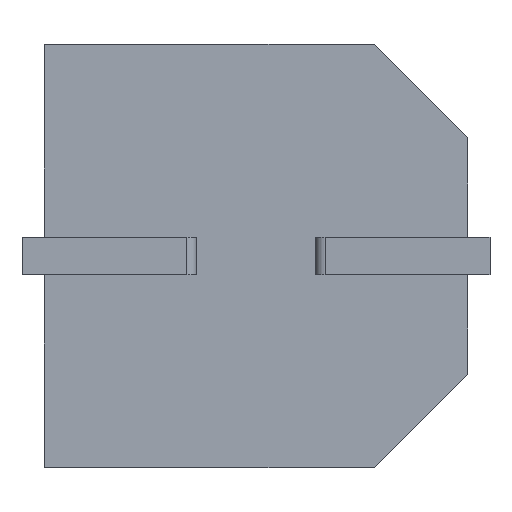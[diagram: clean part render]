
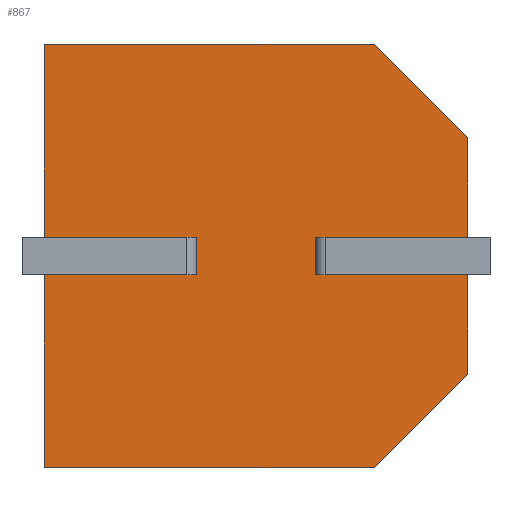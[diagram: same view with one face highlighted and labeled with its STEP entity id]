
A CAD part, front view. The second image highlights one B-rep face of the part: STEP entity #867.
In plain terms, the highlighted planar face has unit normal (0, -1, 0).
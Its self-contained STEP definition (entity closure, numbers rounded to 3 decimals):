
#31 = LINE ( 'NONE', #2685, #623 ) ;
#70 = CARTESIAN_POINT ( 'NONE',  ( 0., 0., -3.875 ) ) ;
#91 = DIRECTION ( 'NONE',  ( 0., 0., 1. ) ) ;
#94 = EDGE_CURVE ( 'NONE', #3080, #3090, #3141, .T. ) ;
#140 = ORIENTED_EDGE ( 'NONE', *, *, #2486, .F. ) ;
#161 = ORIENTED_EDGE ( 'NONE', *, *, #3122, .T. ) ;
#175 = DIRECTION ( 'NONE',  ( -1., 0., 0. ) ) ;
#255 = DIRECTION ( 'NONE',  ( -0.707, 0., 0.707 ) ) ;
#267 = LINE ( 'NONE', #1883, #1911 ) ;
#268 = CARTESIAN_POINT ( 'NONE',  ( 3.05, 0., -3.875 ) ) ;
#296 = ORIENTED_EDGE ( 'NONE', *, *, #1621, .T. ) ;
#338 = EDGE_CURVE ( 'NONE', #2847, #1538, #2796, .T. ) ;
#351 = LINE ( 'NONE', #3358, #2668 ) ;
#406 = CARTESIAN_POINT ( 'NONE',  ( 5.45, 0., -3.875 ) ) ;
#449 = VERTEX_POINT ( 'NONE', #2309 ) ;
#460 = CARTESIAN_POINT ( 'NONE',  ( 0., 0., 0. ) ) ;
#479 = VECTOR ( 'NONE', #885, 1000. ) ;
#481 = EDGE_CURVE ( 'NONE', #549, #449, #267, .T. ) ;
#549 = VERTEX_POINT ( 'NONE', #559 ) ;
#559 = CARTESIAN_POINT ( 'NONE',  ( 6.626, 0., -8.5 ) ) ;
#594 = VECTOR ( 'NONE', #175, 1000. ) ;
#623 = VECTOR ( 'NONE', #255, 1000. ) ;
#688 = VECTOR ( 'NONE', #2992, 1000. ) ;
#766 = CARTESIAN_POINT ( 'NONE',  ( 5.45, 0., -3.875 ) ) ;
#769 = CARTESIAN_POINT ( 'NONE',  ( 3.05, 0., -3.875 ) ) ;
#814 = ORIENTED_EDGE ( 'NONE', *, *, #3508, .T. ) ;
#867 = ADVANCED_FACE ( 'NONE', ( #1593 ), #1858, .F. ) ;
#885 = DIRECTION ( 'NONE',  ( 0., 0., -1. ) ) ;
#888 = EDGE_CURVE ( 'NONE', #3090, #2071, #1153, .T. ) ;
#894 = CARTESIAN_POINT ( 'NONE',  ( 8.5, 0., 0. ) ) ;
#897 = VECTOR ( 'NONE', #2248, 1000. ) ;
#917 = EDGE_CURVE ( 'NONE', #2071, #549, #2509, .T. ) ;
#944 = CARTESIAN_POINT ( 'NONE',  ( 0., 0., 0. ) ) ;
#953 = CARTESIAN_POINT ( 'NONE',  ( 8.5, 0., -1.874 ) ) ;
#966 = DIRECTION ( 'NONE',  ( 0., 0., -1. ) ) ;
#1006 = VECTOR ( 'NONE', #1382, 1000. ) ;
#1019 = DIRECTION ( 'NONE',  ( 1., 0., 0. ) ) ;
#1092 = DIRECTION ( 'NONE',  ( 0.707, 0., 0.707 ) ) ;
#1111 = LINE ( 'NONE', #894, #2322 ) ;
#1114 = DIRECTION ( 'NONE',  ( 0., 0., -1. ) ) ;
#1134 = LINE ( 'NONE', #3009, #1294 ) ;
#1153 = LINE ( 'NONE', #2239, #479 ) ;
#1165 = CARTESIAN_POINT ( 'NONE',  ( 0., 0., -8.5 ) ) ;
#1277 = ORIENTED_EDGE ( 'NONE', *, *, #2510, .F. ) ;
#1294 = VECTOR ( 'NONE', #1114, 1000. ) ;
#1347 = CARTESIAN_POINT ( 'NONE',  ( 3.05, 0., -4.625 ) ) ;
#1382 = DIRECTION ( 'NONE',  ( 1., 0., 0. ) ) ;
#1414 = DIRECTION ( 'NONE',  ( 1., 0., 0. ) ) ;
#1455 = VECTOR ( 'NONE', #1019, 1000. ) ;
#1467 = EDGE_CURVE ( 'NONE', #2244, #449, #1134, .T. ) ;
#1531 = VERTEX_POINT ( 'NONE', #70 ) ;
#1536 = VECTOR ( 'NONE', #1846, 1000. ) ;
#1538 = VERTEX_POINT ( 'NONE', #2797 ) ;
#1593 = FACE_OUTER_BOUND ( 'NONE', #2629, .T. ) ;
#1612 = VERTEX_POINT ( 'NONE', #766 ) ;
#1621 = EDGE_CURVE ( 'NONE', #1612, #3426, #1780, .T. ) ;
#1637 = DIRECTION ( 'NONE',  ( 0., 0., 1. ) ) ;
#1638 = ORIENTED_EDGE ( 'NONE', *, *, #338, .F. ) ;
#1691 = CARTESIAN_POINT ( 'NONE',  ( 8.5, 0., -4.625 ) ) ;
#1736 = LINE ( 'NONE', #944, #3302 ) ;
#1780 = LINE ( 'NONE', #406, #1455 ) ;
#1846 = DIRECTION ( 'NONE',  ( -1., 0., 0. ) ) ;
#1858 = PLANE ( 'NONE',  #3109 ) ;
#1871 = ORIENTED_EDGE ( 'NONE', *, *, #1467, .F. ) ;
#1883 = CARTESIAN_POINT ( 'NONE',  ( 8.5, 0., -6.626 ) ) ;
#1890 = CARTESIAN_POINT ( 'NONE',  ( 0., 0., -4.625 ) ) ;
#1911 = VECTOR ( 'NONE', #1092, 1000. ) ;
#2042 = ORIENTED_EDGE ( 'NONE', *, *, #481, .T. ) ;
#2071 = VERTEX_POINT ( 'NONE', #2318 ) ;
#2146 = CARTESIAN_POINT ( 'NONE',  ( 0., 0., 0. ) ) ;
#2171 = VECTOR ( 'NONE', #1637, 1000. ) ;
#2239 = CARTESIAN_POINT ( 'NONE',  ( 0., 0., 0. ) ) ;
#2242 = ORIENTED_EDGE ( 'NONE', *, *, #2429, .T. ) ;
#2244 = VERTEX_POINT ( 'NONE', #1691 ) ;
#2248 = DIRECTION ( 'NONE',  ( 1., 0., 0. ) ) ;
#2288 = VERTEX_POINT ( 'NONE', #953 ) ;
#2309 = CARTESIAN_POINT ( 'NONE',  ( 8.5, 0., -6.626 ) ) ;
#2318 = CARTESIAN_POINT ( 'NONE',  ( 0., 0., -8.5 ) ) ;
#2322 = VECTOR ( 'NONE', #3338, 1000. ) ;
#2429 = EDGE_CURVE ( 'NONE', #2288, #1538, #31, .T. ) ;
#2457 = LINE ( 'NONE', #2706, #688 ) ;
#2486 = EDGE_CURVE ( 'NONE', #3303, #2244, #351, .T. ) ;
#2509 = LINE ( 'NONE', #1165, #897 ) ;
#2510 = EDGE_CURVE ( 'NONE', #2288, #3426, #1111, .T. ) ;
#2583 = ORIENTED_EDGE ( 'NONE', *, *, #888, .T. ) ;
#2629 = EDGE_LOOP ( 'NONE', ( #140, #161, #296, #1277, #2242, #1638, #814, #3339, #3092, #3472, #2583, #3271, #2042, #1871 ) ) ;
#2668 = VECTOR ( 'NONE', #1414, 1000. ) ;
#2669 = CARTESIAN_POINT ( 'NONE',  ( 5.45, 0., -4.625 ) ) ;
#2685 = CARTESIAN_POINT ( 'NONE',  ( 6.626, 0., 0. ) ) ;
#2706 = CARTESIAN_POINT ( 'NONE',  ( 3.05, 0., -4.625 ) ) ;
#2723 = CARTESIAN_POINT ( 'NONE',  ( 0., 0., 0. ) ) ;
#2796 = LINE ( 'NONE', #2723, #1006 ) ;
#2797 = CARTESIAN_POINT ( 'NONE',  ( 6.626, 0., 0. ) ) ;
#2807 = VERTEX_POINT ( 'NONE', #268 ) ;
#2847 = VERTEX_POINT ( 'NONE', #460 ) ;
#2925 = EDGE_CURVE ( 'NONE', #3080, #2807, #2457, .T. ) ;
#2946 = CARTESIAN_POINT ( 'NONE',  ( 5.45, 0., -4.625 ) ) ;
#2965 = CARTESIAN_POINT ( 'NONE',  ( 8.5, 0., -3.875 ) ) ;
#2983 = LINE ( 'NONE', #769, #1536 ) ;
#2992 = DIRECTION ( 'NONE',  ( 0., 0., 1. ) ) ;
#3009 = CARTESIAN_POINT ( 'NONE',  ( 8.5, 0., 0. ) ) ;
#3080 = VERTEX_POINT ( 'NONE', #1347 ) ;
#3090 = VERTEX_POINT ( 'NONE', #1890 ) ;
#3092 = ORIENTED_EDGE ( 'NONE', *, *, #2925, .F. ) ;
#3102 = CARTESIAN_POINT ( 'NONE',  ( 3.05, 0., -4.625 ) ) ;
#3109 = AXIS2_PLACEMENT_3D ( 'NONE', #2146, #3311, #91 ) ;
#3122 = EDGE_CURVE ( 'NONE', #3303, #1612, #3203, .T. ) ;
#3126 = EDGE_CURVE ( 'NONE', #2807, #1531, #2983, .T. ) ;
#3141 = LINE ( 'NONE', #3102, #594 ) ;
#3203 = LINE ( 'NONE', #2669, #2171 ) ;
#3271 = ORIENTED_EDGE ( 'NONE', *, *, #917, .T. ) ;
#3302 = VECTOR ( 'NONE', #966, 1000. ) ;
#3303 = VERTEX_POINT ( 'NONE', #2946 ) ;
#3311 = DIRECTION ( 'NONE',  ( 0., 1., 0. ) ) ;
#3338 = DIRECTION ( 'NONE',  ( 0., 0., -1. ) ) ;
#3339 = ORIENTED_EDGE ( 'NONE', *, *, #3126, .F. ) ;
#3358 = CARTESIAN_POINT ( 'NONE',  ( 5.45, 0., -4.625 ) ) ;
#3426 = VERTEX_POINT ( 'NONE', #2965 ) ;
#3472 = ORIENTED_EDGE ( 'NONE', *, *, #94, .T. ) ;
#3508 = EDGE_CURVE ( 'NONE', #2847, #1531, #1736, .T. ) ;
